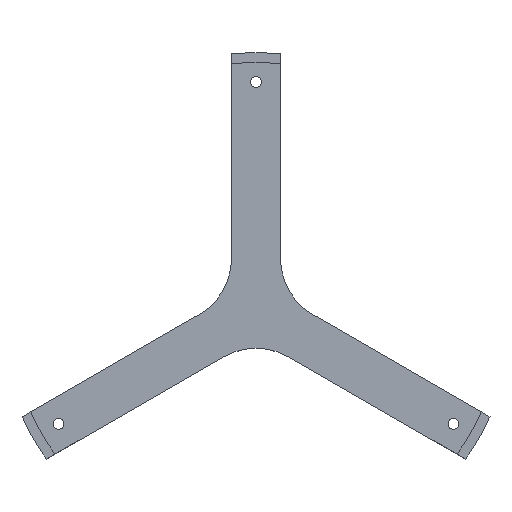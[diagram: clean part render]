
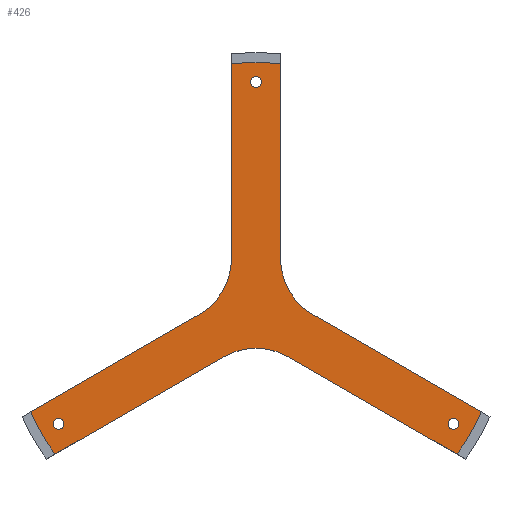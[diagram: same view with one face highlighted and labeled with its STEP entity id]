
A CAD part, top view. The second image highlights one B-rep face of the part: STEP entity #426.
In plain terms, the highlighted planar face has unit normal (0, 0, 1).
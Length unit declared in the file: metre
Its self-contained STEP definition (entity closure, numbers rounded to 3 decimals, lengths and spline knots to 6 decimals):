
#12=CIRCLE('',#460,0.00165);
#14=CIRCLE('',#463,0.00165);
#16=CIRCLE('',#466,0.00165);
#18=CIRCLE('',#469,0.02);
#19=CIRCLE('',#470,0.076);
#20=CIRCLE('',#471,0.02);
#21=CIRCLE('',#472,0.076);
#22=CIRCLE('',#473,0.02);
#23=CIRCLE('',#474,0.076);
#90=ORIENTED_EDGE('',*,*,#170,.F.);
#91=ORIENTED_EDGE('',*,*,#210,.T.);
#92=ORIENTED_EDGE('',*,*,#174,.T.);
#93=ORIENTED_EDGE('',*,*,#211,.T.);
#94=ORIENTED_EDGE('',*,*,#182,.F.);
#95=ORIENTED_EDGE('',*,*,#212,.T.);
#96=ORIENTED_EDGE('',*,*,#186,.T.);
#97=ORIENTED_EDGE('',*,*,#213,.T.);
#98=ORIENTED_EDGE('',*,*,#194,.F.);
#99=ORIENTED_EDGE('',*,*,#214,.T.);
#100=ORIENTED_EDGE('',*,*,#198,.T.);
#101=ORIENTED_EDGE('',*,*,#215,.T.);
#102=ORIENTED_EDGE('',*,*,#206,.F.);
#103=ORIENTED_EDGE('',*,*,#204,.F.);
#104=ORIENTED_EDGE('',*,*,#208,.F.);
#170=EDGE_CURVE('',#230,#231,#272,.T.);
#174=EDGE_CURVE('',#234,#235,#276,.T.);
#182=EDGE_CURVE('',#242,#243,#284,.T.);
#186=EDGE_CURVE('',#246,#247,#288,.T.);
#194=EDGE_CURVE('',#254,#255,#296,.T.);
#198=EDGE_CURVE('',#258,#259,#300,.T.);
#204=EDGE_CURVE('',#264,#264,#12,.T.);
#206=EDGE_CURVE('',#266,#266,#14,.T.);
#208=EDGE_CURVE('',#268,#268,#16,.T.);
#210=EDGE_CURVE('',#230,#234,#18,.F.);
#211=EDGE_CURVE('',#235,#243,#19,.T.);
#212=EDGE_CURVE('',#242,#246,#20,.F.);
#213=EDGE_CURVE('',#247,#255,#21,.T.);
#214=EDGE_CURVE('',#254,#258,#22,.F.);
#215=EDGE_CURVE('',#259,#231,#23,.T.);
#230=VERTEX_POINT('',#638);
#231=VERTEX_POINT('',#640);
#234=VERTEX_POINT('',#648);
#235=VERTEX_POINT('',#649);
#242=VERTEX_POINT('',#664);
#243=VERTEX_POINT('',#666);
#246=VERTEX_POINT('',#674);
#247=VERTEX_POINT('',#675);
#254=VERTEX_POINT('',#690);
#255=VERTEX_POINT('',#692);
#258=VERTEX_POINT('',#700);
#259=VERTEX_POINT('',#701);
#264=VERTEX_POINT('',#713);
#266=VERTEX_POINT('',#718);
#268=VERTEX_POINT('',#723);
#272=LINE('',#639,#308);
#276=LINE('',#647,#312);
#284=LINE('',#665,#320);
#288=LINE('',#673,#324);
#296=LINE('',#691,#332);
#300=LINE('',#699,#336);
#308=VECTOR('',#506,1.);
#312=VECTOR('',#512,1.);
#320=VECTOR('',#522,1.);
#324=VECTOR('',#528,1.);
#332=VECTOR('',#538,1.);
#336=VECTOR('',#544,1.);
#354=EDGE_LOOP('',(#90,#91,#92,#93,#94,#95,#96,#97,#98,#99,#100,#101));
#355=EDGE_LOOP('',(#102));
#356=EDGE_LOOP('',(#103));
#357=EDGE_LOOP('',(#104));
#386=FACE_BOUND('',#354,.T.);
#387=FACE_BOUND('',#355,.T.);
#388=FACE_BOUND('',#356,.T.);
#389=FACE_BOUND('',#357,.T.);
#412=PLANE('',#468);
#426=ADVANCED_FACE('',(#386,#387,#388,#389),#412,.T.);
#460=AXIS2_PLACEMENT_3D('',#712,#552,#553);
#463=AXIS2_PLACEMENT_3D('',#717,#558,#559);
#466=AXIS2_PLACEMENT_3D('',#722,#564,#565);
#468=AXIS2_PLACEMENT_3D('',#726,#568,#569);
#469=AXIS2_PLACEMENT_3D('',#727,#570,#571);
#470=AXIS2_PLACEMENT_3D('',#728,#572,#573);
#471=AXIS2_PLACEMENT_3D('',#729,#574,#575);
#472=AXIS2_PLACEMENT_3D('',#730,#576,#577);
#473=AXIS2_PLACEMENT_3D('',#731,#578,#579);
#474=AXIS2_PLACEMENT_3D('',#732,#580,#581);
#506=DIRECTION('',(0.,1.,0.));
#512=DIRECTION('',(-0.866,-0.5,0.));
#522=DIRECTION('',(-0.866,-0.5,0.));
#528=DIRECTION('',(0.866,-0.5,0.));
#538=DIRECTION('',(0.866,-0.5,0.));
#544=DIRECTION('',(0.,1.,0.));
#552=DIRECTION('',(0.,0.,1.));
#553=DIRECTION('',(1.,0.,0.));
#558=DIRECTION('',(0.,0.,1.));
#559=DIRECTION('',(1.,0.,0.));
#564=DIRECTION('',(0.,0.,1.));
#565=DIRECTION('',(1.,0.,0.));
#568=DIRECTION('',(0.,0.,1.));
#569=DIRECTION('',(1.,0.,0.));
#570=DIRECTION('',(0.,0.,1.));
#571=DIRECTION('',(1.,0.,0.));
#572=DIRECTION('',(0.,0.,1.));
#573=DIRECTION('',(1.,0.,0.));
#574=DIRECTION('',(0.,0.,1.));
#575=DIRECTION('',(1.,0.,0.));
#576=DIRECTION('',(0.,0.,1.));
#577=DIRECTION('',(1.,0.,0.));
#578=DIRECTION('',(0.,0.,1.));
#579=DIRECTION('',(1.,0.,0.));
#580=DIRECTION('',(0.,0.,1.));
#581=DIRECTION('',(1.,0.,0.));
#638=CARTESIAN_POINT('',(-0.0075,0.015877,0.001));
#639=CARTESIAN_POINT('',(-0.0075,0.03998,0.001));
#640=CARTESIAN_POINT('',(-0.0075,0.075629,0.001));
#647=CARTESIAN_POINT('',(-0.038373,-0.013495,0.001));
#648=CARTESIAN_POINT('',(-0.0175,-0.001443,0.001));
#649=CARTESIAN_POINT('',(-0.069247,-0.031319,0.001));
#664=CARTESIAN_POINT('',(-0.01,-0.014434,0.001));
#665=CARTESIAN_POINT('',(-0.030873,-0.026485,0.001));
#666=CARTESIAN_POINT('',(-0.061747,-0.04431,0.001));
#673=CARTESIAN_POINT('',(0.030873,-0.026485,0.001));
#674=CARTESIAN_POINT('',(0.01,-0.014434,0.001));
#675=CARTESIAN_POINT('',(0.061747,-0.04431,0.001));
#690=CARTESIAN_POINT('',(0.0175,-0.001443,0.001));
#691=CARTESIAN_POINT('',(0.038373,-0.013495,0.001));
#692=CARTESIAN_POINT('',(0.069247,-0.031319,0.001));
#699=CARTESIAN_POINT('',(0.0075,0.03998,0.001));
#700=CARTESIAN_POINT('',(0.0075,0.015877,0.001));
#701=CARTESIAN_POINT('',(0.0075,0.075629,0.001));
#712=CARTESIAN_POINT('',(-0.060622,-0.035,0.001));
#713=CARTESIAN_POINT('',(-0.058972,-0.035,0.001));
#717=CARTESIAN_POINT('',(0.060622,-0.035,0.001));
#718=CARTESIAN_POINT('',(0.062272,-0.035,0.001));
#722=CARTESIAN_POINT('',(0.,0.07,0.001));
#723=CARTESIAN_POINT('',(0.00165,0.07,0.001));
#726=CARTESIAN_POINT('',(0.,0.,0.001));
#727=CARTESIAN_POINT('',(-0.0275,0.015877,0.001));
#728=CARTESIAN_POINT('',(0.,0.,0.001));
#729=CARTESIAN_POINT('',(0.,-0.031754,0.001));
#730=CARTESIAN_POINT('',(0.,0.,0.001));
#731=CARTESIAN_POINT('',(0.0275,0.015877,0.001));
#732=CARTESIAN_POINT('',(0.,0.,0.001));
